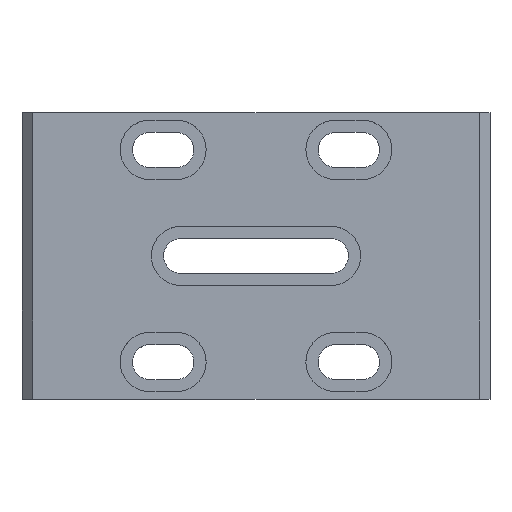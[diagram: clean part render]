
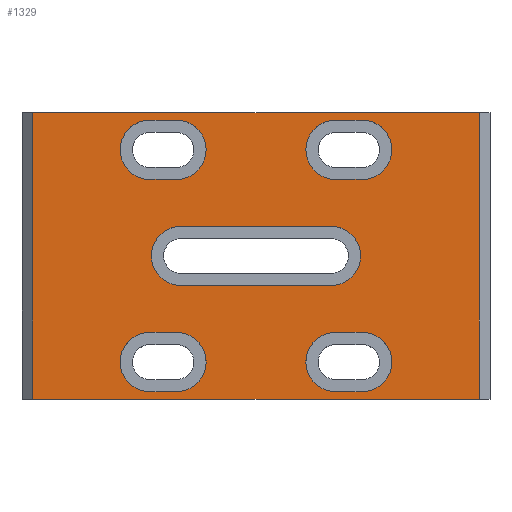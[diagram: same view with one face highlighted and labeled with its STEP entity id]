
A CAD part, top view. The second image highlights one B-rep face of the part: STEP entity #1329.
In plain terms, the highlighted planar face has unit normal (0, 0, 1).
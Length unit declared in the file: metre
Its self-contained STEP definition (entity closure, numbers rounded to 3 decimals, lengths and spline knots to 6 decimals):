
#58=PLANE('',#1455);
#63=LINE('',#1844,#203);
#67=LINE('',#1856,#207);
#73=LINE('',#1877,#213);
#77=LINE('',#1889,#217);
#82=LINE('',#1909,#222);
#122=LINE('',#2012,#262);
#126=LINE('',#2024,#266);
#132=LINE('',#2045,#272);
#136=LINE('',#2057,#276);
#143=LINE('',#2081,#283);
#181=LINE('',#2167,#321);
#182=LINE('',#2169,#322);
#195=LINE('',#2192,#335);
#196=LINE('',#2194,#336);
#203=VECTOR('',#1476,1.);
#207=VECTOR('',#1488,1.);
#213=VECTOR('',#1508,1.);
#217=VECTOR('',#1520,1.);
#222=VECTOR('',#1539,1.);
#262=VECTOR('',#1629,1.);
#266=VECTOR('',#1641,1.);
#272=VECTOR('',#1661,1.);
#276=VECTOR('',#1673,1.);
#283=VECTOR('',#1694,1.);
#321=VECTOR('',#1772,1.);
#322=VECTOR('',#1775,1.);
#335=VECTOR('',#1808,1.);
#336=VECTOR('',#1811,1.);
#683=ORIENTED_EDGE('',*,*,#718,.F.);
#684=ORIENTED_EDGE('',*,*,#715,.T.);
#685=ORIENTED_EDGE('',*,*,#711,.F.);
#686=ORIENTED_EDGE('',*,*,#721,.F.);
#687=ORIENTED_EDGE('',*,*,#737,.T.);
#688=ORIENTED_EDGE('',*,*,#734,.T.);
#689=ORIENTED_EDGE('',*,*,#731,.F.);
#690=ORIENTED_EDGE('',*,*,#727,.T.);
#691=ORIENTED_EDGE('',*,*,#887,.F.);
#692=ORIENTED_EDGE('',*,*,#746,.F.);
#693=ORIENTED_EDGE('',*,*,#888,.T.);
#694=ORIENTED_EDGE('',*,*,#829,.T.);
#695=ORIENTED_EDGE('',*,*,#799,.T.);
#696=ORIENTED_EDGE('',*,*,#802,.T.);
#697=ORIENTED_EDGE('',*,*,#792,.T.);
#698=ORIENTED_EDGE('',*,*,#796,.F.);
#699=ORIENTED_EDGE('',*,*,#818,.F.);
#700=ORIENTED_EDGE('',*,*,#808,.F.);
#701=ORIENTED_EDGE('',*,*,#812,.T.);
#702=ORIENTED_EDGE('',*,*,#815,.F.);
#703=ORIENTED_EDGE('',*,*,#707,.F.);
#704=ORIENTED_EDGE('',*,*,#873,.F.);
#705=ORIENTED_EDGE('',*,*,#788,.T.);
#706=ORIENTED_EDGE('',*,*,#874,.T.);
#707=EDGE_CURVE('',#891,#892,#1015,.T.);
#711=EDGE_CURVE('',#895,#896,#1017,.T.);
#715=EDGE_CURVE('',#899,#896,#63,.T.);
#718=EDGE_CURVE('',#899,#901,#1019,.T.);
#721=EDGE_CURVE('',#901,#895,#67,.T.);
#727=EDGE_CURVE('',#907,#908,#1023,.T.);
#731=EDGE_CURVE('',#907,#911,#73,.T.);
#734=EDGE_CURVE('',#913,#911,#1025,.T.);
#737=EDGE_CURVE('',#908,#913,#77,.T.);
#746=EDGE_CURVE('',#922,#923,#82,.T.);
#788=EDGE_CURVE('',#953,#954,#1037,.T.);
#792=EDGE_CURVE('',#957,#958,#1039,.T.);
#796=EDGE_CURVE('',#961,#958,#122,.T.);
#799=EDGE_CURVE('',#961,#963,#1041,.T.);
#802=EDGE_CURVE('',#963,#957,#126,.T.);
#808=EDGE_CURVE('',#969,#970,#1045,.T.);
#812=EDGE_CURVE('',#969,#973,#132,.T.);
#815=EDGE_CURVE('',#975,#973,#1047,.T.);
#818=EDGE_CURVE('',#970,#975,#136,.T.);
#829=EDGE_CURVE('',#984,#986,#143,.T.);
#873=EDGE_CURVE('',#953,#891,#181,.T.);
#874=EDGE_CURVE('',#954,#892,#182,.T.);
#887=EDGE_CURVE('',#923,#986,#195,.T.);
#888=EDGE_CURVE('',#922,#984,#196,.T.);
#891=VERTEX_POINT('',#1827);
#892=VERTEX_POINT('',#1828);
#895=VERTEX_POINT('',#1836);
#896=VERTEX_POINT('',#1837);
#899=VERTEX_POINT('',#1845);
#901=VERTEX_POINT('',#1851);
#907=VERTEX_POINT('',#1869);
#908=VERTEX_POINT('',#1870);
#911=VERTEX_POINT('',#1878);
#913=VERTEX_POINT('',#1884);
#922=VERTEX_POINT('',#1908);
#923=VERTEX_POINT('',#1910);
#953=VERTEX_POINT('',#1995);
#954=VERTEX_POINT('',#1996);
#957=VERTEX_POINT('',#2004);
#958=VERTEX_POINT('',#2005);
#961=VERTEX_POINT('',#2013);
#963=VERTEX_POINT('',#2019);
#969=VERTEX_POINT('',#2037);
#970=VERTEX_POINT('',#2038);
#973=VERTEX_POINT('',#2046);
#975=VERTEX_POINT('',#2052);
#984=VERTEX_POINT('',#2076);
#986=VERTEX_POINT('',#2080);
#1015=CIRCLE('',#1344,0.0028);
#1017=CIRCLE('',#1347,0.0028);
#1019=CIRCLE('',#1351,0.0028);
#1023=CIRCLE('',#1358,0.0028);
#1025=CIRCLE('',#1362,0.0028);
#1037=CIRCLE('',#1391,0.0028);
#1039=CIRCLE('',#1394,0.0028);
#1041=CIRCLE('',#1398,0.0028);
#1045=CIRCLE('',#1405,0.0028);
#1047=CIRCLE('',#1409,0.0028);
#1143=EDGE_LOOP('',(#683,#684,#685,#686));
#1144=EDGE_LOOP('',(#687,#688,#689,#690));
#1145=EDGE_LOOP('',(#691,#692,#693,#694));
#1146=EDGE_LOOP('',(#695,#696,#697,#698));
#1147=EDGE_LOOP('',(#699,#700,#701,#702));
#1148=EDGE_LOOP('',(#703,#704,#705,#706));
#1233=FACE_BOUND('',#1143,.T.);
#1234=FACE_BOUND('',#1144,.T.);
#1235=FACE_BOUND('',#1145,.T.);
#1236=FACE_BOUND('',#1146,.T.);
#1237=FACE_BOUND('',#1147,.T.);
#1238=FACE_BOUND('',#1148,.T.);
#1329=ADVANCED_FACE('',(#1233,#1234,#1235,#1236,#1237,#1238),#58,.T.);
#1344=AXIS2_PLACEMENT_3D('',#1826,#1460,#1461);
#1347=AXIS2_PLACEMENT_3D('',#1835,#1468,#1469);
#1351=AXIS2_PLACEMENT_3D('',#1850,#1481,#1482);
#1358=AXIS2_PLACEMENT_3D('',#1868,#1500,#1501);
#1362=AXIS2_PLACEMENT_3D('',#1883,#1513,#1514);
#1391=AXIS2_PLACEMENT_3D('',#1994,#1613,#1614);
#1394=AXIS2_PLACEMENT_3D('',#2003,#1621,#1622);
#1398=AXIS2_PLACEMENT_3D('',#2018,#1634,#1635);
#1405=AXIS2_PLACEMENT_3D('',#2036,#1653,#1654);
#1409=AXIS2_PLACEMENT_3D('',#2051,#1666,#1667);
#1455=AXIS2_PLACEMENT_3D('',#2201,#1822,#1823);
#1460=DIRECTION('',(0.,0.,1.));
#1461=DIRECTION('',(-1.,0.,0.));
#1468=DIRECTION('',(0.,0.,1.));
#1469=DIRECTION('',(-1.,0.,0.));
#1476=DIRECTION('',(1.,0.,0.));
#1481=DIRECTION('',(0.,0.,1.));
#1482=DIRECTION('',(-1.,0.,0.));
#1488=DIRECTION('',(1.,0.,0.));
#1500=DIRECTION('',(0.,0.,-1.));
#1501=DIRECTION('',(-1.,0.,0.));
#1508=DIRECTION('',(1.,0.,0.));
#1513=DIRECTION('',(0.,0.,-1.));
#1514=DIRECTION('',(-1.,0.,0.));
#1520=DIRECTION('',(1.,0.,0.));
#1539=DIRECTION('',(0.,-1.,0.));
#1613=DIRECTION('',(0.,0.,-1.));
#1614=DIRECTION('',(1.,0.,0.));
#1621=DIRECTION('',(0.,0.,-1.));
#1622=DIRECTION('',(1.,0.,0.));
#1629=DIRECTION('',(-1.,0.,0.));
#1634=DIRECTION('',(0.,0.,-1.));
#1635=DIRECTION('',(1.,0.,0.));
#1641=DIRECTION('',(-1.,0.,0.));
#1653=DIRECTION('',(0.,0.,1.));
#1654=DIRECTION('',(1.,0.,0.));
#1661=DIRECTION('',(-1.,0.,0.));
#1666=DIRECTION('',(0.,0.,1.));
#1667=DIRECTION('',(1.,0.,0.));
#1673=DIRECTION('',(-1.,0.,0.));
#1694=DIRECTION('',(0.,-1.,0.));
#1772=DIRECTION('',(1.,0.,0.));
#1775=DIRECTION('',(1.,0.,0.));
#1808=DIRECTION('',(-1.,0.,0.));
#1811=DIRECTION('',(-1.,0.,0.));
#1822=DIRECTION('',(0.,0.,1.));
#1823=DIRECTION('',(1.,0.,0.));
#1826=CARTESIAN_POINT('',(0.00705,0.,0.013));
#1827=CARTESIAN_POINT('',(0.00705,-0.0028,0.013));
#1828=CARTESIAN_POINT('',(0.00705,0.0028,0.013));
#1835=CARTESIAN_POINT('',(0.01,0.01,0.013));
#1836=CARTESIAN_POINT('',(0.01,0.0072,0.013));
#1837=CARTESIAN_POINT('',(0.01,0.0128,0.013));
#1844=CARTESIAN_POINT('',(0.,0.0128,0.013));
#1845=CARTESIAN_POINT('',(0.0075,0.0128,0.013));
#1850=CARTESIAN_POINT('',(0.0075,0.01,0.013));
#1851=CARTESIAN_POINT('',(0.0075,0.0072,0.013));
#1856=CARTESIAN_POINT('',(-0.00875,0.0072,0.013));
#1868=CARTESIAN_POINT('',(0.0075,-0.01,0.013));
#1869=CARTESIAN_POINT('',(0.0075,-0.0128,0.013));
#1870=CARTESIAN_POINT('',(0.0075,-0.0072,0.013));
#1877=CARTESIAN_POINT('',(-0.00875,-0.0128,0.013));
#1878=CARTESIAN_POINT('',(0.01,-0.0128,0.013));
#1883=CARTESIAN_POINT('',(0.01,-0.01,0.013));
#1884=CARTESIAN_POINT('',(0.01,-0.0072,0.013));
#1889=CARTESIAN_POINT('',(0.,-0.0072,0.013));
#1908=CARTESIAN_POINT('',(0.02105,0.0135,0.013));
#1909=CARTESIAN_POINT('',(0.02105,-0.0135,0.013));
#1910=CARTESIAN_POINT('',(0.02105,-0.0135,0.013));
#1994=CARTESIAN_POINT('',(-0.00705,0.,0.013));
#1995=CARTESIAN_POINT('',(-0.00705,-0.0028,0.013));
#1996=CARTESIAN_POINT('',(-0.00705,0.0028,0.013));
#2003=CARTESIAN_POINT('',(-0.01,0.01,0.013));
#2004=CARTESIAN_POINT('',(-0.01,0.0072,0.013));
#2005=CARTESIAN_POINT('',(-0.01,0.0128,0.013));
#2012=CARTESIAN_POINT('',(-0.00875,0.0128,0.013));
#2013=CARTESIAN_POINT('',(-0.0075,0.0128,0.013));
#2018=CARTESIAN_POINT('',(-0.0075,0.01,0.013));
#2019=CARTESIAN_POINT('',(-0.0075,0.0072,0.013));
#2024=CARTESIAN_POINT('',(-0.00875,0.0072,0.013));
#2036=CARTESIAN_POINT('',(-0.0075,-0.01,0.013));
#2037=CARTESIAN_POINT('',(-0.0075,-0.0128,0.013));
#2038=CARTESIAN_POINT('',(-0.0075,-0.0072,0.013));
#2045=CARTESIAN_POINT('',(-0.00875,-0.0128,0.013));
#2046=CARTESIAN_POINT('',(-0.01,-0.0128,0.013));
#2051=CARTESIAN_POINT('',(-0.01,-0.01,0.013));
#2052=CARTESIAN_POINT('',(-0.01,-0.0072,0.013));
#2057=CARTESIAN_POINT('',(-0.00875,-0.0072,0.013));
#2076=CARTESIAN_POINT('',(-0.02105,0.0135,0.013));
#2080=CARTESIAN_POINT('',(-0.02105,-0.0135,0.013));
#2081=CARTESIAN_POINT('',(-0.02105,-0.0135,0.013));
#2167=CARTESIAN_POINT('',(-0.00205,-0.0028,0.013));
#2169=CARTESIAN_POINT('',(-0.00205,0.0028,0.013));
#2192=CARTESIAN_POINT('',(0.,-0.0135,0.013));
#2194=CARTESIAN_POINT('',(0.,0.0135,0.013));
#2201=CARTESIAN_POINT('',(0.,0.,0.013));
